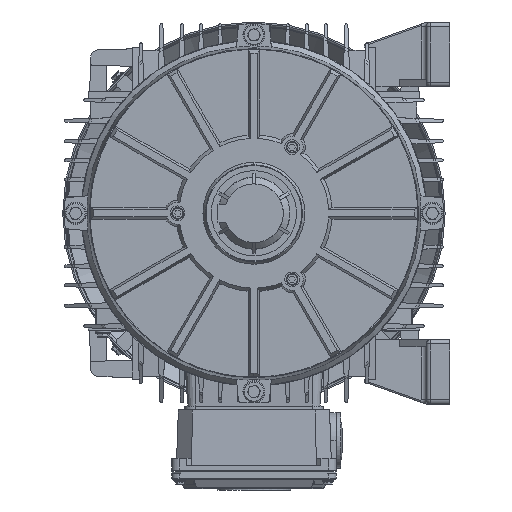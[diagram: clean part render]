
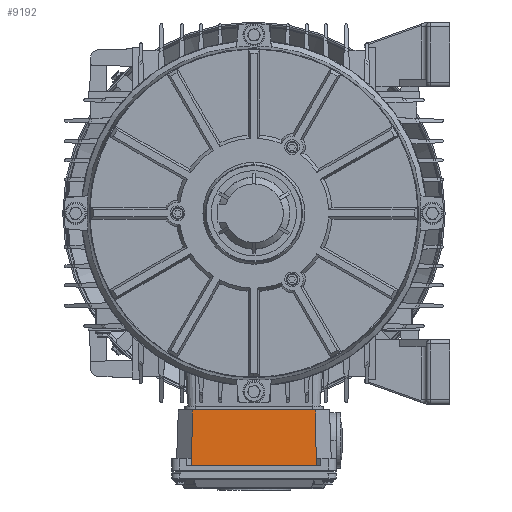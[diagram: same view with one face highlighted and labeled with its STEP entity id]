
A CAD part, left-side view. The second image highlights one B-rep face of the part: STEP entity #9192.
In plain terms, the highlighted planar face has unit normal (-0.999, 0, 0.035).
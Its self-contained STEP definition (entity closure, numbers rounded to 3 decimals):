
#243 = VECTOR ( 'NONE', #8126, 1000. ) ;
#1738 = LINE ( 'NONE', #8340, #30336 ) ;
#2967 = ORIENTED_EDGE ( 'NONE', *, *, #102752, .F. ) ;
#3388 = LINE ( 'NONE', #41879, #125319 ) ;
#8126 = DIRECTION ( 'NONE',  ( -0.035, 0.014, -0.999 ) ) ;
#8340 = CARTESIAN_POINT ( 'NONE',  ( -52.825, -51., 3. ) ) ;
#9116 = CARTESIAN_POINT ( 'NONE',  ( -51.498, -41.914, 41. ) ) ;
#9192 = ADVANCED_FACE ( 'NONE', ( #153354 ), #104063, .T. ) ;
#11939 = EDGE_CURVE ( 'NONE', #15261, #146955, #19309, .T. ) ;
#15261 = VERTEX_POINT ( 'NONE', #64791 ) ;
#15652 = ORIENTED_EDGE ( 'NONE', *, *, #81029, .F. ) ;
#17515 = DIRECTION ( 'NONE',  ( 0., 1., 0. ) ) ;
#19309 = LINE ( 'NONE', #39924, #80315 ) ;
#21745 = VECTOR ( 'NONE', #64952, 1000. ) ;
#24895 = CARTESIAN_POINT ( 'NONE',  ( -53., 42.638, -1.996 ) ) ;
#24977 = LINE ( 'NONE', #24895, #118387 ) ;
#27645 = CARTESIAN_POINT ( 'NONE',  ( -51.498, 41.914, 41. ) ) ;
#30336 = VECTOR ( 'NONE', #69079, 1000. ) ;
#31096 = DIRECTION ( 'NONE',  ( -0.999, 0., 0.035 ) ) ;
#35764 = VECTOR ( 'NONE', #103539, 1000. ) ;
#39924 = CARTESIAN_POINT ( 'NONE',  ( -52.651, 42.536, 8. ) ) ;
#39959 = VECTOR ( 'NONE', #17515, 1000. ) ;
#41879 = CARTESIAN_POINT ( 'NONE',  ( -53., -42.536, -2. ) ) ;
#46678 = CARTESIAN_POINT ( 'NONE',  ( -52.651, -42.289, 8. ) ) ;
#47627 = ORIENTED_EDGE ( 'NONE', *, *, #96658, .F. ) ;
#49452 = DIRECTION ( 'NONE',  ( 0.035, -0.035, 0.999 ) ) ;
#52180 = DIRECTION ( 'NONE',  ( 0., -1., 0. ) ) ;
#57397 = AXIS2_PLACEMENT_3D ( 'NONE', #79582, #31096, #116286 ) ;
#61716 = CARTESIAN_POINT ( 'NONE',  ( -52.651, 42.289, 8. ) ) ;
#64791 = CARTESIAN_POINT ( 'NONE',  ( -52.651, 42.391, 8. ) ) ;
#64952 = DIRECTION ( 'NONE',  ( -0.035, -0.035, -0.999 ) ) ;
#65193 = VERTEX_POINT ( 'NONE', #46678 ) ;
#69079 = DIRECTION ( 'NONE',  ( 0., -1., 0. ) ) ;
#69830 = LINE ( 'NONE', #91267, #35764 ) ;
#69902 = ORIENTED_EDGE ( 'NONE', *, *, #11939, .T. ) ;
#72331 = LINE ( 'NONE', #90447, #39959 ) ;
#75161 = CARTESIAN_POINT ( 'NONE',  ( -52.825, -42.463, 3. ) ) ;
#79582 = CARTESIAN_POINT ( 'NONE',  ( -53., 42.536, -2. ) ) ;
#80315 = VECTOR ( 'NONE', #52180, 1000. ) ;
#81029 = EDGE_CURVE ( 'NONE', #86319, #142829, #69830, .T. ) ;
#81120 = CARTESIAN_POINT ( 'NONE',  ( -53., 42.536, -2. ) ) ;
#83071 = CARTESIAN_POINT ( 'NONE',  ( -52.651, -42.391, 8. ) ) ;
#83887 = VERTEX_POINT ( 'NONE', #75161 ) ;
#86319 = VERTEX_POINT ( 'NONE', #27645 ) ;
#86395 = EDGE_CURVE ( 'NONE', #123185, #65193, #72331, .T. ) ;
#90447 = CARTESIAN_POINT ( 'NONE',  ( -52.651, 42.536, 8. ) ) ;
#90857 = ORIENTED_EDGE ( 'NONE', *, *, #92901, .T. ) ;
#91267 = CARTESIAN_POINT ( 'NONE',  ( -51.498, 42.536, 41. ) ) ;
#92901 = EDGE_CURVE ( 'NONE', #144170, #83887, #1738, .T. ) ;
#93648 = LINE ( 'NONE', #81120, #243 ) ;
#96658 = EDGE_CURVE ( 'NONE', #144170, #146955, #24977, .T. ) ;
#98295 = ORIENTED_EDGE ( 'NONE', *, *, #112075, .T. ) ;
#98485 = ORIENTED_EDGE ( 'NONE', *, *, #86395, .F. ) ;
#102752 = EDGE_CURVE ( 'NONE', #65193, #83887, #118943, .T. ) ;
#103539 = DIRECTION ( 'NONE',  ( 0., -1., 0. ) ) ;
#104063 = PLANE ( 'NONE',  #57397 ) ;
#111424 = CARTESIAN_POINT ( 'NONE',  ( -52.825, 42.463, 3. ) ) ;
#112075 = EDGE_CURVE ( 'NONE', #86319, #15261, #93648, .T. ) ;
#116286 = DIRECTION ( 'NONE',  ( 0.035, 0., 0.999 ) ) ;
#118387 = VECTOR ( 'NONE', #49452, 1000. ) ;
#118943 = LINE ( 'NONE', #137769, #21745 ) ;
#123185 = VERTEX_POINT ( 'NONE', #83071 ) ;
#125319 = VECTOR ( 'NONE', #139206, 1000. ) ;
#137769 = CARTESIAN_POINT ( 'NONE',  ( -52.896, -42.534, 0.967 ) ) ;
#138877 = EDGE_LOOP ( 'NONE', ( #2967, #98485, #145851, #15652, #98295, #69902, #47627, #90857 ) ) ;
#139206 = DIRECTION ( 'NONE',  ( -0.035, -0.014, -0.999 ) ) ;
#142829 = VERTEX_POINT ( 'NONE', #9116 ) ;
#144170 = VERTEX_POINT ( 'NONE', #111424 ) ;
#145851 = ORIENTED_EDGE ( 'NONE', *, *, #152526, .F. ) ;
#146955 = VERTEX_POINT ( 'NONE', #61716 ) ;
#152526 = EDGE_CURVE ( 'NONE', #142829, #123185, #3388, .T. ) ;
#153354 = FACE_OUTER_BOUND ( 'NONE', #138877, .T. ) ;
